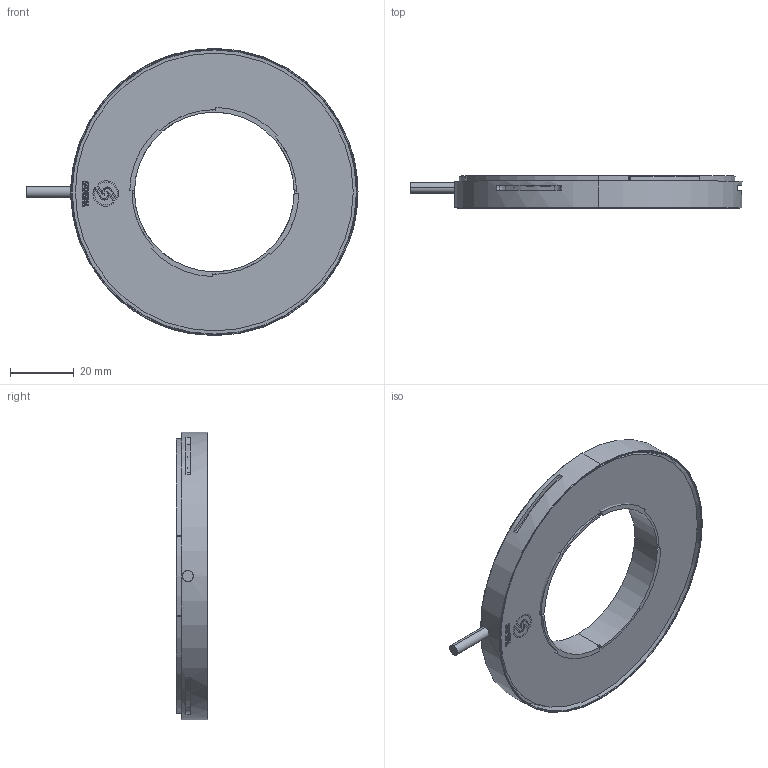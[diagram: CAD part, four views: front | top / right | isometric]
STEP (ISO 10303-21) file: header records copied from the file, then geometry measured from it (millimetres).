
FILE_DESCRIPTION (( 'STEP AP214' ), '1' );
FILE_NAME ('CAS90 20230927.STEP', '2026-02-07T05:07:03', ( 'chen' ), ( '' ), 'SwSTEP 2.0', 'SolidWorks 2018', '' );
FILE_SCHEMA (( 'AUTOMOTIVE_DESIGN' ));
Length unit declared in the file: millimetre
Products named in the file (4): CAS90 20230927_3; CAS90 20230927; CAS90 20230927_2
Assembly tree (3 placements, depth 2):
  CAS90 20230927
    CAS90 20230927_3
    CAS90 20230927_2
    CAS90 20230927
Bounding box: 103.97 x 10 x 90 mm (x, y, z)
Volume: 33512.8 mm3; surface area: 28802.2 mm2
Topology: 3 solids, 4 shells, 2390 faces, 6778 edges, 4518 vertices
Faces by surface type: plane 1354, cylinder 965, bspline 56, cone 15
Entity records: 106610 total; most frequent: CARTESIAN_POINT 16427, ORIENTED_EDGE 13556, DIRECTION 13308, EDGE_CURVE 6778, VECTOR 4658, LINE 4658, VERTEX_POINT 4518, AXIS2_PLACEMENT_3D 4325
